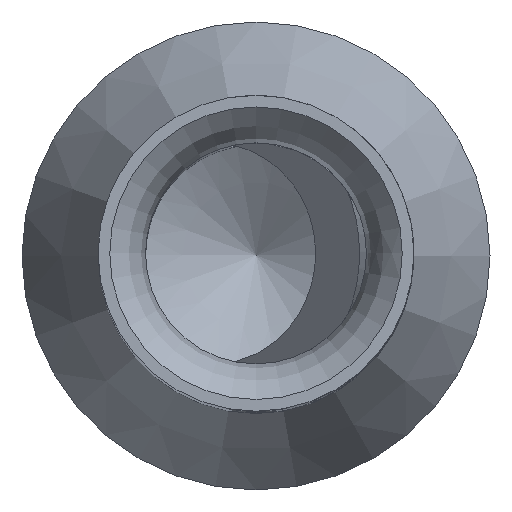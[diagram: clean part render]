
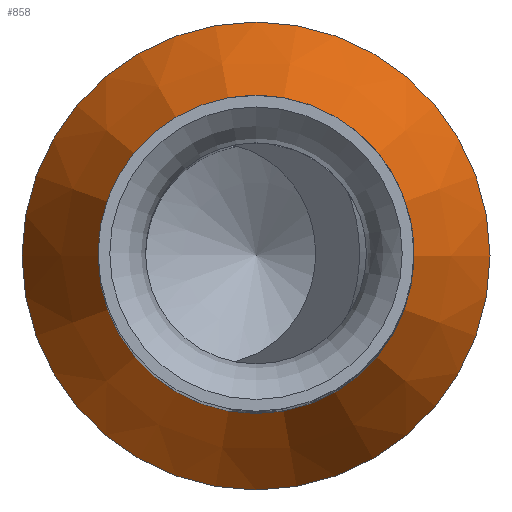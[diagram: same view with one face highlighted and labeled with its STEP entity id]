
A CAD part, top view. The second image highlights one B-rep face of the part: STEP entity #858.
In plain terms, the highlighted conical face has half-angle 25.346 degrees and reference radius 0.9 mm.
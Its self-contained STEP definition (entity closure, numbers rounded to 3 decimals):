
#740=CONICAL_SURFACE('',#3165,0.9,25.346);
#858=ADVANCED_FACE('',(#1553,#1554),#740,.T.);
#1069=CIRCLE('',#3162,0.9);
#1070=CIRCLE('',#3164,1.8);
#1553=FACE_BOUND('',#1623,.T.);
#1554=FACE_BOUND('',#1624,.T.);
#1623=EDGE_LOOP('',(#1860));
#1624=EDGE_LOOP('',(#1861));
#1860=ORIENTED_EDGE('',*,*,#2720,.F.);
#1861=ORIENTED_EDGE('',*,*,#2719,.T.);
#2495=VERTEX_POINT('',#4494);
#2496=VERTEX_POINT('',#4497);
#2719=EDGE_CURVE('',#2495,#2495,#1069,.T.);
#2720=EDGE_CURVE('',#2496,#2496,#1070,.T.);
#3162=AXIS2_PLACEMENT_3D('',#4493,#3474,#3475);
#3164=AXIS2_PLACEMENT_3D('',#4496,#3478,#3479);
#3165=AXIS2_PLACEMENT_3D('',#4498,#3480,#3481);
#3474=DIRECTION('',(0.,0.,-1.));
#3475=DIRECTION('',(-1.,0.,0.));
#3478=DIRECTION('',(0.,0.,-1.));
#3479=DIRECTION('',(-1.,0.,0.));
#3480=DIRECTION('',(0.,0.,-1.));
#3481=DIRECTION('',(-1.,0.,0.));
#4493=CARTESIAN_POINT('',(0.,0.,11.42));
#4494=CARTESIAN_POINT('',(-0.9,0.,11.42));
#4496=CARTESIAN_POINT('',(0.,0.,9.52));
#4497=CARTESIAN_POINT('',(-1.8,0.,9.52));
#4498=CARTESIAN_POINT('',(0.,0.,11.42));
